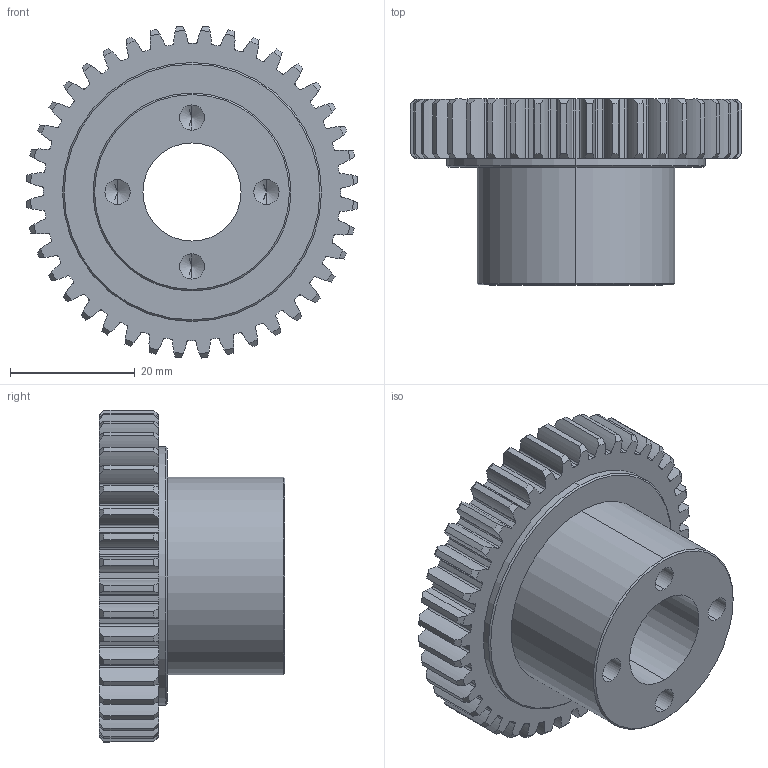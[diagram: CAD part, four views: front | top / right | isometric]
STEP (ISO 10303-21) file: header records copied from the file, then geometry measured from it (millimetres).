
FILE_DESCRIPTION (( 'STEP AP203' ), '1' );
FILE_NAME ('am-3013b 40T Bearing Gear.STEP', '2019-11-13T22:44:28', ( '' ), ( '' ), 'SwSTEP 2.0', 'SolidWorks 2019', '' );
FILE_SCHEMA (( 'CONFIG_CONTROL_DESIGN' ));
Length unit declared in the file: inch
Products named in the file (1): am-3013b 40T Bearing Gear
Bounding box: 53.26 x 29.79 x 53.26 mm (x, y, z)
Volume: 24665.2 mm3; surface area: 11644.1 mm2
Topology: 1 solids, 1 shells, 386 faces, 1119 edges, 736 vertices
Faces by surface type: cylinder 281, cone 98, plane 7
Entity records: 13258 total; most frequent: CARTESIAN_POINT 2714, DIRECTION 2377, ORIENTED_EDGE 2222, EDGE_CURVE 1111, AXIS2_PLACEMENT_3D 1039, VERTEX_POINT 736, CIRCLE 652, EDGE_LOOP 397
